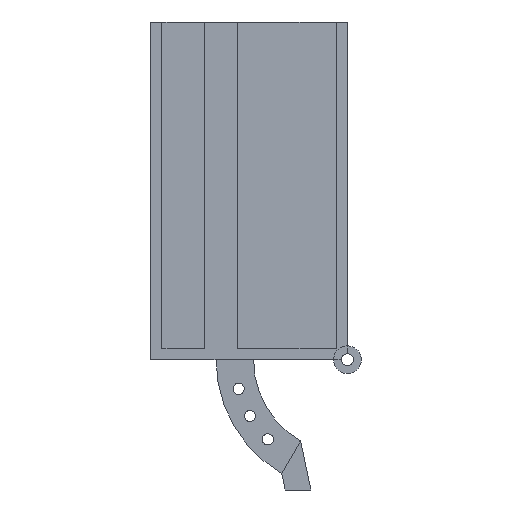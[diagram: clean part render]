
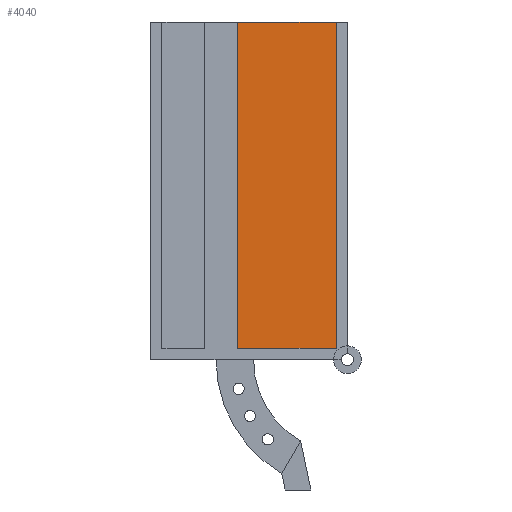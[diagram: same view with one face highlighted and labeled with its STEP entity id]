
A CAD part, left-side view. The second image highlights one B-rep face of the part: STEP entity #4040.
In plain terms, the highlighted planar face has unit normal (-1, 0, 0).
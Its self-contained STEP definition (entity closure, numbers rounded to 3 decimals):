
#752 = PLANE('',#753);
#753 = AXIS2_PLACEMENT_3D('',#754,#755,#756);
#754 = CARTESIAN_POINT('',(-45.,28.262,40.683));
#755 = DIRECTION('',(-1.,0.,0.));
#756 = DIRECTION('',(0.,-1.,0.));
#1430 = VERTEX_POINT('',#1431);
#1431 = CARTESIAN_POINT('',(-45.,3.,90.));
#1457 = EDGE_CURVE('',#1430,#1458,#1460,.T.);
#1458 = VERTEX_POINT('',#1459);
#1459 = CARTESIAN_POINT('',(-45.,3.,3.));
#1460 = SURFACE_CURVE('',#1461,(#1465,#1472),.PCURVE_S1.);
#1461 = LINE('',#1462,#1463);
#1462 = CARTESIAN_POINT('',(-45.,3.,90.));
#1463 = VECTOR('',#1464,1.);
#1464 = DIRECTION('',(0.,0.,-1.));
#1465 = PCURVE('',#752,#1466);
#1466 = DEFINITIONAL_REPRESENTATION('',(#1467),#1471);
#1467 = LINE('',#1468,#1469);
#1468 = CARTESIAN_POINT('',(25.262,49.317));
#1469 = VECTOR('',#1470,1.);
#1470 = DIRECTION('',(0.,-1.));
#1471 = ( GEOMETRIC_REPRESENTATION_CONTEXT(2) 
PARAMETRIC_REPRESENTATION_CONTEXT() REPRESENTATION_CONTEXT('2D SPACE',''
  ) );
#1472 = PCURVE('',#1473,#1478);
#1473 = PLANE('',#1474);
#1474 = AXIS2_PLACEMENT_3D('',#1475,#1476,#1477);
#1475 = CARTESIAN_POINT('',(-45.,3.,3.));
#1476 = DIRECTION('',(-1.,0.,0.));
#1477 = DIRECTION('',(0.,1.,0.));
#1478 = DEFINITIONAL_REPRESENTATION('',(#1479),#1483);
#1479 = LINE('',#1480,#1481);
#1480 = CARTESIAN_POINT('',(0.,-87.));
#1481 = VECTOR('',#1482,1.);
#1482 = DIRECTION('',(0.,1.));
#1483 = ( GEOMETRIC_REPRESENTATION_CONTEXT(2) 
PARAMETRIC_REPRESENTATION_CONTEXT() REPRESENTATION_CONTEXT('2D SPACE',''
  ) );
#1485 = EDGE_CURVE('',#1458,#1486,#1488,.T.);
#1486 = VERTEX_POINT('',#1487);
#1487 = CARTESIAN_POINT('',(-45.,29.2,3.));
#1488 = SURFACE_CURVE('',#1489,(#1493,#1500),.PCURVE_S1.);
#1489 = LINE('',#1490,#1491);
#1490 = CARTESIAN_POINT('',(-45.,3.,3.));
#1491 = VECTOR('',#1492,1.);
#1492 = DIRECTION('',(0.,1.,0.));
#1493 = PCURVE('',#752,#1494);
#1494 = DEFINITIONAL_REPRESENTATION('',(#1495),#1499);
#1495 = LINE('',#1496,#1497);
#1496 = CARTESIAN_POINT('',(25.262,-37.683));
#1497 = VECTOR('',#1498,1.);
#1498 = DIRECTION('',(-1.,0.));
#1499 = ( GEOMETRIC_REPRESENTATION_CONTEXT(2) 
PARAMETRIC_REPRESENTATION_CONTEXT() REPRESENTATION_CONTEXT('2D SPACE',''
  ) );
#1500 = PCURVE('',#1473,#1501);
#1501 = DEFINITIONAL_REPRESENTATION('',(#1502),#1506);
#1502 = LINE('',#1503,#1504);
#1503 = CARTESIAN_POINT('',(0.,0.));
#1504 = VECTOR('',#1505,1.);
#1505 = DIRECTION('',(1.,0.));
#1506 = ( GEOMETRIC_REPRESENTATION_CONTEXT(2) 
PARAMETRIC_REPRESENTATION_CONTEXT() REPRESENTATION_CONTEXT('2D SPACE',''
  ) );
#1508 = EDGE_CURVE('',#1486,#1509,#1511,.T.);
#1509 = VERTEX_POINT('',#1510);
#1510 = CARTESIAN_POINT('',(-45.,29.2,90.));
#1511 = SURFACE_CURVE('',#1512,(#1516,#1523),.PCURVE_S1.);
#1512 = LINE('',#1513,#1514);
#1513 = CARTESIAN_POINT('',(-45.,29.2,3.));
#1514 = VECTOR('',#1515,1.);
#1515 = DIRECTION('',(0.,0.,1.));
#1516 = PCURVE('',#752,#1517);
#1517 = DEFINITIONAL_REPRESENTATION('',(#1518),#1522);
#1518 = LINE('',#1519,#1520);
#1519 = CARTESIAN_POINT('',(-0.938,-37.683));
#1520 = VECTOR('',#1521,1.);
#1521 = DIRECTION('',(0.,1.));
#1522 = ( GEOMETRIC_REPRESENTATION_CONTEXT(2) 
PARAMETRIC_REPRESENTATION_CONTEXT() REPRESENTATION_CONTEXT('2D SPACE',''
  ) );
#1523 = PCURVE('',#1473,#1524);
#1524 = DEFINITIONAL_REPRESENTATION('',(#1525),#1529);
#1525 = LINE('',#1526,#1527);
#1526 = CARTESIAN_POINT('',(26.2,0.));
#1527 = VECTOR('',#1528,1.);
#1528 = DIRECTION('',(0.,-1.));
#1529 = ( GEOMETRIC_REPRESENTATION_CONTEXT(2) 
PARAMETRIC_REPRESENTATION_CONTEXT() REPRESENTATION_CONTEXT('2D SPACE',''
  ) );
#3673 = PLANE('',#3674);
#3674 = AXIS2_PLACEMENT_3D('',#3675,#3676,#3677);
#3675 = CARTESIAN_POINT('',(-43.5,16.1,90.));
#3676 = DIRECTION('',(0.,0.,-1.));
#3677 = DIRECTION('',(-1.,0.,0.));
#4040 = ADVANCED_FACE('',(#4041),#1473,.T.);
#4041 = FACE_BOUND('',#4042,.T.);
#4042 = EDGE_LOOP('',(#4043,#4044,#4065,#4066));
#4043 = ORIENTED_EDGE('',*,*,#1457,.F.);
#4044 = ORIENTED_EDGE('',*,*,#4045,.T.);
#4045 = EDGE_CURVE('',#1430,#1509,#4046,.T.);
#4046 = SURFACE_CURVE('',#4047,(#4051,#4058),.PCURVE_S1.);
#4047 = LINE('',#4048,#4049);
#4048 = CARTESIAN_POINT('',(-45.,3.,90.));
#4049 = VECTOR('',#4050,1.);
#4050 = DIRECTION('',(0.,1.,0.));
#4051 = PCURVE('',#1473,#4052);
#4052 = DEFINITIONAL_REPRESENTATION('',(#4053),#4057);
#4053 = LINE('',#4054,#4055);
#4054 = CARTESIAN_POINT('',(0.,-87.));
#4055 = VECTOR('',#4056,1.);
#4056 = DIRECTION('',(1.,0.));
#4057 = ( GEOMETRIC_REPRESENTATION_CONTEXT(2) 
PARAMETRIC_REPRESENTATION_CONTEXT() REPRESENTATION_CONTEXT('2D SPACE',''
  ) );
#4058 = PCURVE('',#3673,#4059);
#4059 = DEFINITIONAL_REPRESENTATION('',(#4060),#4064);
#4060 = LINE('',#4061,#4062);
#4061 = CARTESIAN_POINT('',(1.5,-13.1));
#4062 = VECTOR('',#4063,1.);
#4063 = DIRECTION('',(0.,1.));
#4064 = ( GEOMETRIC_REPRESENTATION_CONTEXT(2) 
PARAMETRIC_REPRESENTATION_CONTEXT() REPRESENTATION_CONTEXT('2D SPACE',''
  ) );
#4065 = ORIENTED_EDGE('',*,*,#1508,.F.);
#4066 = ORIENTED_EDGE('',*,*,#1485,.F.);
